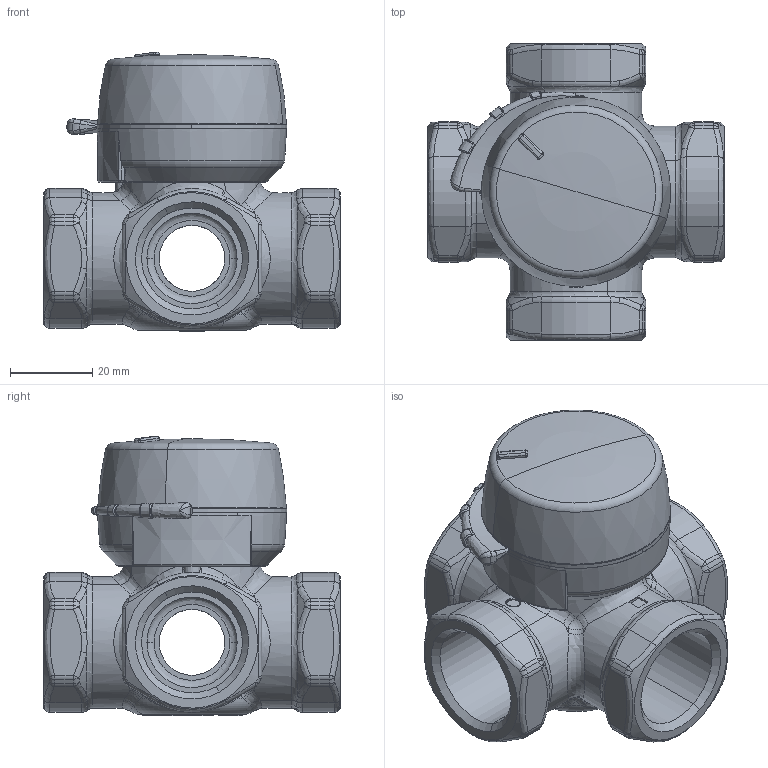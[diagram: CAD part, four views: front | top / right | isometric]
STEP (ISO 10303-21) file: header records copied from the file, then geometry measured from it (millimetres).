
FILE_DESCRIPTION(('CATIA V5 STEP Exchange'),'2;1');
FILE_NAME('VRG X4X DN20.stp','2008-05-23T06:30:00+00:00',('none'),('none'),'CATIA Version 5 Release 16 (IN-10)','CATIA V5 STEP AP214','none');
FILE_SCHEMA(('AUTOMOTIVE_DESIGN { 1 0 10303 214 1 1 1 1 }'));
Products named in the file (5): VRG X4X DN20; 7101-01; 7034-01; 7040-01; 7039-01
Assembly tree (4 placements, depth 2):
  VRG X4X DN20
    7101-01
    7034-01
    7040-01
    7039-01
Bounding box: 72 x 72 x 67.87 mm (x, y, z)
Volume: 69381.3 mm3; surface area: 50317.8 mm2
Topology: 5 solids, 5 shells, 1284 faces, 3289 edges, 2004 vertices
Faces by surface type: plane 386, cylinder 290, bspline 267, torus 132, cone 120, sphere 57, revolution 22, extrusion 10
Entity records: 51049 total; most frequent: CARTESIAN_POINT 24873, ORIENTED_EDGE 6466, DIRECTION 3471, EDGE_CURVE 3192, VERTEX_POINT 1973, AXIS2_PLACEMENT_3D 1576, EDGE_LOOP 1347, ADVANCED_FACE 1284
